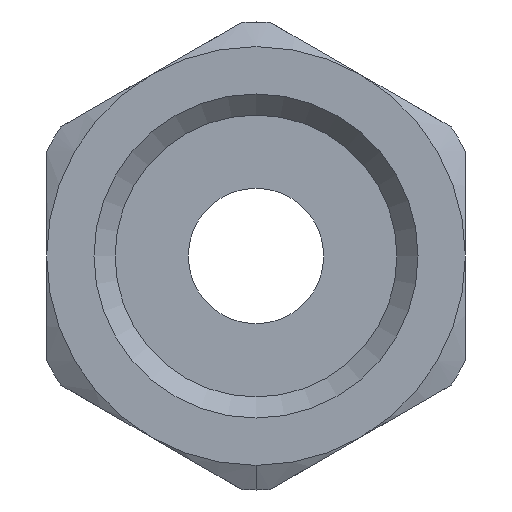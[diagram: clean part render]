
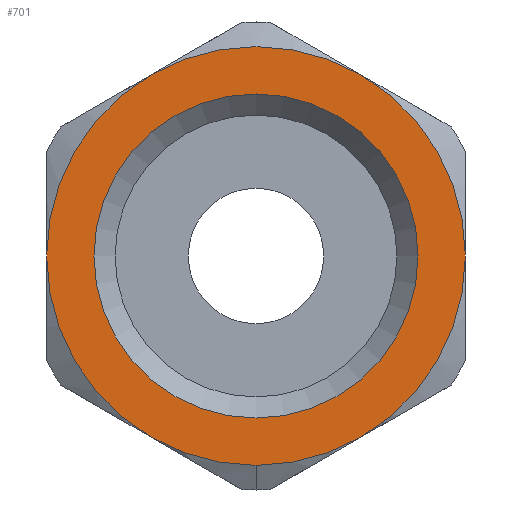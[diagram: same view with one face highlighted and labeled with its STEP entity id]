
A CAD part, left-side view. The second image highlights one B-rep face of the part: STEP entity #701.
In plain terms, the highlighted planar face has unit normal (-1, 0, 0).
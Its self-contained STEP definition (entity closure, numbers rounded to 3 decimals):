
#36=PLANE('',#768);
#142=VERTEX_POINT('',#830);
#143=VERTEX_POINT('',#832);
#144=VERTEX_POINT('',#839);
#145=VERTEX_POINT('',#840);
#149=VERTEX_POINT('',#855);
#151=VERTEX_POINT('',#865);
#152=VERTEX_POINT('',#866);
#178=VERTEX_POINT('',#983);
#179=VERTEX_POINT('',#984);
#210=CIRCLE('',#734,8.5);
#211=CIRCLE('',#736,8.5);
#213=CIRCLE('',#739,8.5);
#215=CIRCLE('',#742,8.5);
#217=CIRCLE('',#745,8.5);
#230=CIRCLE('',#769,8.5);
#231=CIRCLE('',#770,6.579);
#255=EDGE_CURVE('',#142,#143,#210,.T.);
#257=EDGE_CURVE('',#144,#145,#211,.T.);
#262=EDGE_CURVE('',#149,#144,#213,.T.);
#265=EDGE_CURVE('',#151,#152,#215,.T.);
#269=EDGE_CURVE('',#143,#151,#217,.T.);
#306=EDGE_CURVE('',#145,#142,#230,.T.);
#307=EDGE_CURVE('',#152,#149,#213,.T.);
#308=EDGE_CURVE('',#178,#179,#231,.T.);
#309=EDGE_CURVE('',#179,#178,#231,.T.);
#426=ORIENTED_EDGE('',*,*,#306,.F.);
#427=ORIENTED_EDGE('',*,*,#257,.F.);
#428=ORIENTED_EDGE('',*,*,#262,.F.);
#429=ORIENTED_EDGE('',*,*,#307,.F.);
#430=ORIENTED_EDGE('',*,*,#265,.F.);
#431=ORIENTED_EDGE('',*,*,#269,.F.);
#432=ORIENTED_EDGE('',*,*,#255,.F.);
#433=ORIENTED_EDGE('',*,*,#308,.T.);
#434=ORIENTED_EDGE('',*,*,#309,.T.);
#601=EDGE_LOOP('',(#426,#427,#428,#429,#430,#431,#432));
#602=EDGE_LOOP('',(#433,#434));
#651=FACE_BOUND('',#601,.T.);
#652=FACE_BOUND('',#602,.T.);
#701=ADVANCED_FACE('',(#651,#652),#36,.F.);
#734=AXIS2_PLACEMENT_3D('',#831,#1109,#1110);
#736=AXIS2_PLACEMENT_3D('',#838,#1113,#1114);
#739=AXIS2_PLACEMENT_3D('',#856,#1120,#1121);
#742=AXIS2_PLACEMENT_3D('',#864,#1126,#1127);
#745=AXIS2_PLACEMENT_3D('',#879,#1132,#1133);
#768=AXIS2_PLACEMENT_3D('',#980,#1189,$);
#769=AXIS2_PLACEMENT_3D('',#981,#1190,#1191);
#770=AXIS2_PLACEMENT_3D('',#982,#1192,#1193);
#830=CARTESIAN_POINT('',(0.,4.25,7.361));
#831=CARTESIAN_POINT('',(0.,0.,0.));
#832=CARTESIAN_POINT('',(0.,-4.25,7.361));
#838=CARTESIAN_POINT('',(0.,0.,0.));
#839=CARTESIAN_POINT('',(0.,4.25,-7.361));
#840=CARTESIAN_POINT('',(0.,8.5,0.));
#855=CARTESIAN_POINT('',(0.,0.,-8.5));
#856=CARTESIAN_POINT('',(0.,0.,0.));
#864=CARTESIAN_POINT('',(0.,0.,0.));
#865=CARTESIAN_POINT('',(0.,-8.5,0.));
#866=CARTESIAN_POINT('',(0.,-4.25,-7.361));
#879=CARTESIAN_POINT('',(0.,0.,0.));
#980=CARTESIAN_POINT('',(0.,0.,0.));
#981=CARTESIAN_POINT('',(0.,0.,0.));
#982=CARTESIAN_POINT('',(0.,0.,0.));
#983=CARTESIAN_POINT('',(0.,0.,-6.579));
#984=CARTESIAN_POINT('',(0.,0.,6.579));
#1109=DIRECTION('',(1.,0.,0.));
#1110=DIRECTION('',(0.,0.,-8.5));
#1113=DIRECTION('',(1.,0.,0.));
#1114=DIRECTION('',(0.,0.,-8.5));
#1120=DIRECTION('',(1.,0.,0.));
#1121=DIRECTION('',(0.,0.,-8.5));
#1126=DIRECTION('',(1.,0.,0.));
#1127=DIRECTION('',(0.,0.,-8.5));
#1132=DIRECTION('',(1.,0.,0.));
#1133=DIRECTION('',(0.,0.,-8.5));
#1189=DIRECTION('',(1.,0.,0.));
#1190=DIRECTION('',(1.,0.,0.));
#1191=DIRECTION('',(0.,0.,-8.5));
#1192=DIRECTION('',(1.,0.,0.));
#1193=DIRECTION('',(0.,0.,-6.579));
